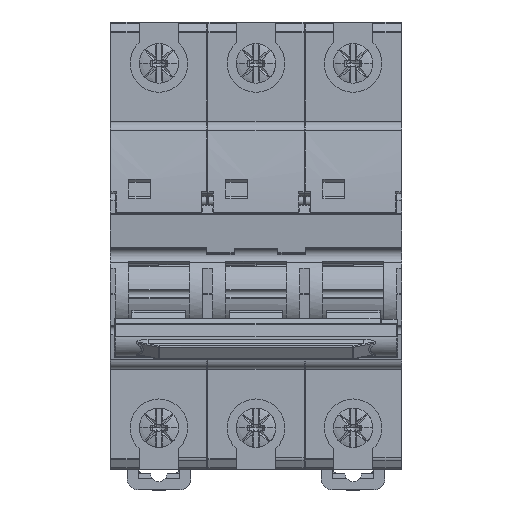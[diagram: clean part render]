
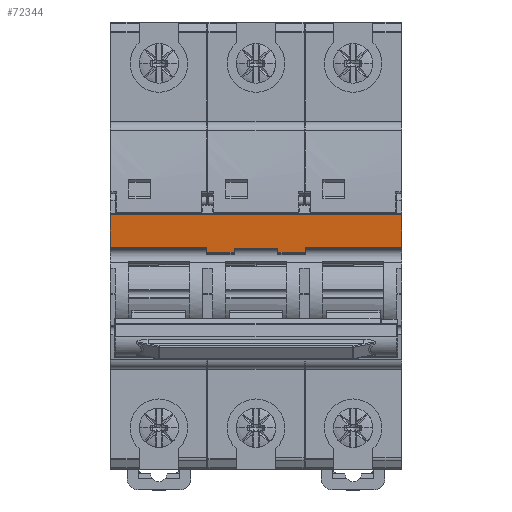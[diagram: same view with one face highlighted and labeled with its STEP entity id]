
A CAD part, top view. The second image highlights one B-rep face of the part: STEP entity #72344.
In plain terms, the highlighted face is planar.
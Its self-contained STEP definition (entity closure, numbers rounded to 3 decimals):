
#3340 = EDGE_CURVE ( 'NONE', #95776, #85351, #64703, .T. ) ;
#3674 = VECTOR ( 'NONE', #101337, 1000. ) ;
#4640 = ORIENTED_EDGE ( 'NONE', *, *, #59724, .T. ) ;
#5575 = VERTEX_POINT ( 'NONE', #10893 ) ;
#6014 = VECTOR ( 'NONE', #93418, 1000. ) ;
#6223 = DIRECTION ( 'NONE',  ( 0.997, 0., 0.079 ) ) ;
#6579 = CARTESIAN_POINT ( 'NONE',  ( 0.352, -26.55, -42.474 ) ) ;
#8550 = DIRECTION ( 'NONE',  ( -0.997, 0., -0.079 ) ) ;
#9011 = CARTESIAN_POINT ( 'NONE',  ( 1.248, -9., -42.403 ) ) ;
#9713 = CARTESIAN_POINT ( 'NONE',  ( 0.352, 9., -42.474 ) ) ;
#10893 = CARTESIAN_POINT ( 'NONE',  ( 1.248, -4., -42.403 ) ) ;
#12733 = VECTOR ( 'NONE', #8550, 1000. ) ;
#12920 = CARTESIAN_POINT ( 'NONE',  ( 1.248, 9., -42.403 ) ) ;
#13475 = ORIENTED_EDGE ( 'NONE', *, *, #3340, .F. ) ;
#13484 = CARTESIAN_POINT ( 'NONE',  ( 0.352, -9., -42.474 ) ) ;
#17676 = VECTOR ( 'NONE', #112011, 1000. ) ;
#18480 = VERTEX_POINT ( 'NONE', #9011 ) ;
#19143 = CARTESIAN_POINT ( 'NONE',  ( 0.352, 9., -42.474 ) ) ;
#19409 = DIRECTION ( 'NONE',  ( 0., 1., 0. ) ) ;
#20977 = VECTOR ( 'NONE', #123437, 1000. ) ;
#22464 = VECTOR ( 'NONE', #105668, 1000. ) ;
#28865 = VECTOR ( 'NONE', #53426, 1000. ) ;
#31367 = LINE ( 'NONE', #57895, #12733 ) ;
#35759 = DIRECTION ( 'NONE',  ( 0., -1., 0. ) ) ;
#37585 = ORIENTED_EDGE ( 'NONE', *, *, #110404, .F. ) ;
#43544 = LINE ( 'NONE', #86975, #28865 ) ;
#48838 = ORIENTED_EDGE ( 'NONE', *, *, #109263, .T. ) ;
#52548 = CARTESIAN_POINT ( 'NONE',  ( 0.486, 4., -42.463 ) ) ;
#53157 = CARTESIAN_POINT ( 'NONE',  ( 0.486, 4., -42.463 ) ) ;
#53426 = DIRECTION ( 'NONE',  ( 0.997, 0., 0.079 ) ) ;
#55210 = CARTESIAN_POINT ( 'NONE',  ( 0.352, -9., -42.474 ) ) ;
#57895 = CARTESIAN_POINT ( 'NONE',  ( 0.352, 26.55, -42.474 ) ) ;
#59724 = EDGE_CURVE ( 'NONE', #95776, #107467, #137742, .T. ) ;
#59837 = EDGE_CURVE ( 'NONE', #84826, #118182, #107920, .T. ) ;
#60049 = LINE ( 'NONE', #12920, #150643 ) ;
#64703 = LINE ( 'NONE', #52548, #17676 ) ;
#65039 = DIRECTION ( 'NONE',  ( -0.079, 0., 0.997 ) ) ;
#67828 = VERTEX_POINT ( 'NONE', #103801 ) ;
#69320 = EDGE_CURVE ( 'NONE', #88451, #101709, #112852, .T. ) ;
#70191 = CARTESIAN_POINT ( 'NONE',  ( 1.248, 4., -42.403 ) ) ;
#72293 = VECTOR ( 'NONE', #110548, 1000. ) ;
#72344 = ADVANCED_FACE ( 'NONE', ( #123042 ), #125303, .F. ) ;
#75338 = EDGE_CURVE ( 'NONE', #101709, #85351, #60049, .T. ) ;
#75910 = ORIENTED_EDGE ( 'NONE', *, *, #75338, .T. ) ;
#79762 = CARTESIAN_POINT ( 'NONE',  ( 0.486, 4., -42.463 ) ) ;
#82755 = EDGE_CURVE ( 'NONE', #107467, #5575, #114255, .T. ) ;
#83517 = CARTESIAN_POINT ( 'NONE',  ( 0.352, 9., -42.474 ) ) ;
#84826 = VERTEX_POINT ( 'NONE', #55210 ) ;
#85351 = VERTEX_POINT ( 'NONE', #70191 ) ;
#85380 = ORIENTED_EDGE ( 'NONE', *, *, #82755, .T. ) ;
#86776 = ORIENTED_EDGE ( 'NONE', *, *, #144832, .F. ) ;
#86975 = CARTESIAN_POINT ( 'NONE',  ( 0.352, -9., -42.474 ) ) ;
#87654 = CARTESIAN_POINT ( 'NONE',  ( -5.611, 26.55, -42.949 ) ) ;
#88451 = VERTEX_POINT ( 'NONE', #83517 ) ;
#88580 = ORIENTED_EDGE ( 'NONE', *, *, #122396, .F. ) ;
#90362 = CARTESIAN_POINT ( 'NONE',  ( -5.611, 26.55, -42.949 ) ) ;
#93418 = DIRECTION ( 'NONE',  ( 0., 1., 0. ) ) ;
#95776 = VERTEX_POINT ( 'NONE', #53157 ) ;
#96150 = LINE ( 'NONE', #108346, #99000 ) ;
#97796 = VECTOR ( 'NONE', #126307, 1000. ) ;
#99000 = VECTOR ( 'NONE', #129692, 1000. ) ;
#100427 = CARTESIAN_POINT ( 'NONE',  ( -5.611, -26.55, -42.949 ) ) ;
#101337 = DIRECTION ( 'NONE',  ( -0.997, 0., -0.079 ) ) ;
#101709 = VERTEX_POINT ( 'NONE', #136973 ) ;
#103801 = CARTESIAN_POINT ( 'NONE',  ( 0.352, 26.55, -42.474 ) ) ;
#105668 = DIRECTION ( 'NONE',  ( 0., -1., 0. ) ) ;
#106641 = EDGE_CURVE ( 'NONE', #118182, #131150, #113525, .T. ) ;
#107467 = VERTEX_POINT ( 'NONE', #113720 ) ;
#107920 = LINE ( 'NONE', #13484, #22464 ) ;
#108346 = CARTESIAN_POINT ( 'NONE',  ( 1.248, -4., -42.403 ) ) ;
#109263 = EDGE_CURVE ( 'NONE', #5575, #18480, #96150, .T. ) ;
#110404 = EDGE_CURVE ( 'NONE', #84826, #18480, #43544, .T. ) ;
#110548 = DIRECTION ( 'NONE',  ( 0., -1., 0. ) ) ;
#112011 = DIRECTION ( 'NONE',  ( 0.997, 0., 0.079 ) ) ;
#112852 = LINE ( 'NONE', #19143, #122867 ) ;
#113525 = LINE ( 'NONE', #137135, #3674 ) ;
#113720 = CARTESIAN_POINT ( 'NONE',  ( 0.486, -4., -42.463 ) ) ;
#114255 = LINE ( 'NONE', #149283, #20977 ) ;
#116153 = EDGE_CURVE ( 'NONE', #121449, #131150, #123490, .T. ) ;
#118182 = VERTEX_POINT ( 'NONE', #6579 ) ;
#121449 = VERTEX_POINT ( 'NONE', #90362 ) ;
#122396 = EDGE_CURVE ( 'NONE', #67828, #121449, #31367, .T. ) ;
#122867 = VECTOR ( 'NONE', #6223, 1000. ) ;
#123042 = FACE_OUTER_BOUND ( 'NONE', #143845, .T. ) ;
#123437 = DIRECTION ( 'NONE',  ( 0.997, 0., 0.079 ) ) ;
#123490 = LINE ( 'NONE', #87654, #72293 ) ;
#124760 = ORIENTED_EDGE ( 'NONE', *, *, #106641, .T. ) ;
#125303 = PLANE ( 'NONE',  #145454 ) ;
#125534 = LINE ( 'NONE', #9713, #6014 ) ;
#125657 = ORIENTED_EDGE ( 'NONE', *, *, #69320, .T. ) ;
#126307 = DIRECTION ( 'NONE',  ( 0., -1., 0. ) ) ;
#129692 = DIRECTION ( 'NONE',  ( 0., -1., 0. ) ) ;
#131150 = VERTEX_POINT ( 'NONE', #100427 ) ;
#134050 = ORIENTED_EDGE ( 'NONE', *, *, #59837, .T. ) ;
#135219 = CARTESIAN_POINT ( 'NONE',  ( -5.477, 26.55, -42.938 ) ) ;
#136973 = CARTESIAN_POINT ( 'NONE',  ( 1.248, 9., -42.403 ) ) ;
#137135 = CARTESIAN_POINT ( 'NONE',  ( 0.352, -26.55, -42.474 ) ) ;
#137700 = ORIENTED_EDGE ( 'NONE', *, *, #116153, .F. ) ;
#137742 = LINE ( 'NONE', #79762, #97796 ) ;
#143845 = EDGE_LOOP ( 'NONE', ( #88580, #86776, #125657, #75910, #13475, #4640, #85380, #48838, #37585, #134050, #124760, #137700 ) ) ;
#144832 = EDGE_CURVE ( 'NONE', #88451, #67828, #125534, .T. ) ;
#145454 = AXIS2_PLACEMENT_3D ( 'NONE', #135219, #65039, #19409 ) ;
#149283 = CARTESIAN_POINT ( 'NONE',  ( 0.486, -4., -42.463 ) ) ;
#150643 = VECTOR ( 'NONE', #35759, 1000. ) ;
